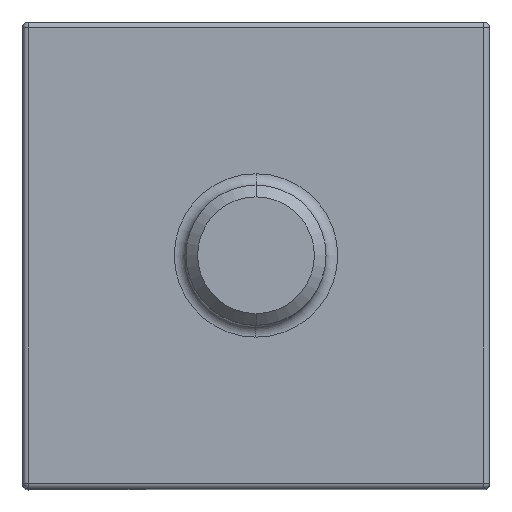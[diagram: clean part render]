
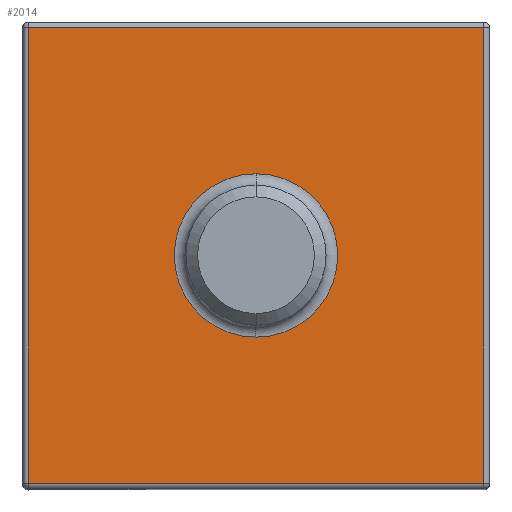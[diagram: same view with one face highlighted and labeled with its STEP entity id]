
A CAD part, top view. The second image highlights one B-rep face of the part: STEP entity #2014.
In plain terms, the highlighted planar face has unit normal (0, 0, 1).
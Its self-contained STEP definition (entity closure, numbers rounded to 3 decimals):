
#677=DIRECTION('',(1.,0.,0.));
#678=VECTOR('',#677,39.);
#679=CARTESIAN_POINT('',(-19.5,-19.5,55.5));
#680=LINE('',#679,#678);
#684=DIRECTION('',(0.,-1.,0.));
#685=VECTOR('',#684,39.);
#686=CARTESIAN_POINT('',(-19.5,19.5,55.5));
#687=LINE('',#686,#685);
#691=DIRECTION('',(-1.,0.,0.));
#692=VECTOR('',#691,39.);
#693=CARTESIAN_POINT('',(19.5,19.5,55.5));
#694=LINE('',#693,#692);
#698=DIRECTION('',(0.,1.,0.));
#699=VECTOR('',#698,39.);
#700=CARTESIAN_POINT('',(19.5,-19.5,55.5));
#701=LINE('',#700,#699);
#705=CARTESIAN_POINT('',(0.,0.,55.5));
#706=DIRECTION('',(0.,0.,1.));
#707=DIRECTION('',(0.,1.,0.));
#708=AXIS2_PLACEMENT_3D('',#705,#706,#707);
#713=CARTESIAN_POINT('',(0.,0.,55.5));
#714=DIRECTION('',(0.,0.,1.));
#715=DIRECTION('',(0.,-1.,0.));
#716=AXIS2_PLACEMENT_3D('',#713,#714,#715);
#1221=CARTESIAN_POINT('',(-19.5,-19.5,55.5));
#1222=CARTESIAN_POINT('',(19.5,-19.5,55.5));
#1223=VERTEX_POINT('',#1221);
#1224=VERTEX_POINT('',#1222);
#1233=CARTESIAN_POINT('',(19.5,19.5,55.5));
#1234=VERTEX_POINT('',#1233);
#1243=CARTESIAN_POINT('',(-19.5,19.5,55.5));
#1244=VERTEX_POINT('',#1243);
#1337=CARTESIAN_POINT('',(0.,7.,55.5));
#1338=CARTESIAN_POINT('',(0.,-7.,55.5));
#1339=VERTEX_POINT('',#1337);
#1340=VERTEX_POINT('',#1338);
#1995=CARTESIAN_POINT('',(0.,0.,55.5));
#1996=DIRECTION('',(0.,0.,1.));
#1997=DIRECTION('',(0.,1.,0.));
#1998=AXIS2_PLACEMENT_3D('',#1995,#1996,#1997);
#1999=PLANE('',#1998);
#2000=ORIENTED_EDGE('',*,*,#1681,.F.);
#2002=ORIENTED_EDGE('',*,*,#2001,.F.);
#2004=ORIENTED_EDGE('',*,*,#2003,.F.);
#2005=ORIENTED_EDGE('',*,*,#1988,.F.);
#2006=EDGE_LOOP('',(#2000,#2002,#2004,#2005));
#2007=FACE_OUTER_BOUND('',#2006,.F.);
#2009=ORIENTED_EDGE('',*,*,#2008,.T.);
#2011=ORIENTED_EDGE('',*,*,#2010,.T.);
#2012=EDGE_LOOP('',(#2009,#2011));
#2013=FACE_BOUND('',#2012,.F.);
#2014=ADVANCED_FACE('',(#2007,#2013),#1999,.T.);
#709=CIRCLE('',#708,7.);
#717=CIRCLE('',#716,7.);
#1681=EDGE_CURVE('',#1223,#1224,#680,.T.);
#1988=EDGE_CURVE('',#1224,#1234,#701,.T.);
#2001=EDGE_CURVE('',#1244,#1223,#687,.T.);
#2003=EDGE_CURVE('',#1234,#1244,#694,.T.);
#2008=EDGE_CURVE('',#1339,#1340,#709,.T.);
#2010=EDGE_CURVE('',#1340,#1339,#717,.T.);
